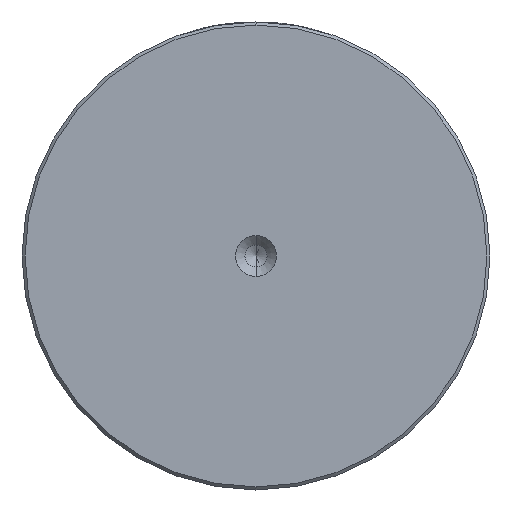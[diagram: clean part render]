
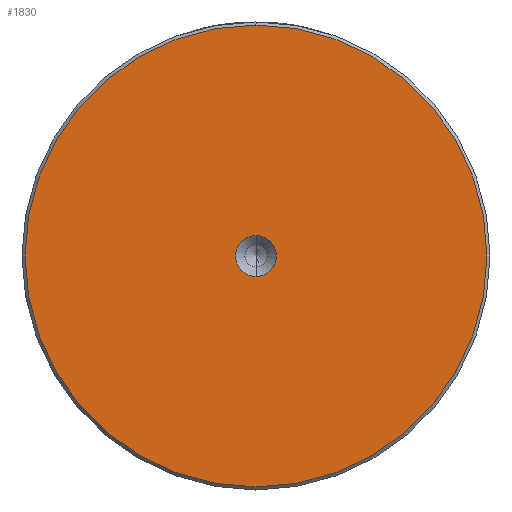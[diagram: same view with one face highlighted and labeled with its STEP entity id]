
A CAD part, left-side view. The second image highlights one B-rep face of the part: STEP entity #1830.
In plain terms, the highlighted planar face has unit normal (-1, 0, 0).
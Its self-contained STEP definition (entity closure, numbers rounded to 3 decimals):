
#77 = CARTESIAN_POINT ( 'NONE',  ( 0., 0., 0. ) ) ;
#148 = CARTESIAN_POINT ( 'NONE',  ( 0., 0., 0. ) ) ;
#295 = DIRECTION ( 'NONE',  ( 0., 0., 1. ) ) ;
#306 = VERTEX_POINT ( 'NONE', #2634 ) ;
#375 = DIRECTION ( 'NONE',  ( 0., 0., 1. ) ) ;
#447 = DIRECTION ( 'NONE',  ( -1., 0., 0. ) ) ;
#460 = EDGE_CURVE ( 'NONE', #306, #2708, #980, .T. ) ;
#501 = CARTESIAN_POINT ( 'NONE',  ( 0., 0., 0. ) ) ;
#508 = ORIENTED_EDGE ( 'NONE', *, *, #2356, .T. ) ;
#603 = AXIS2_PLACEMENT_3D ( 'NONE', #148, #1728, #375 ) ;
#654 = CARTESIAN_POINT ( 'NONE',  ( 0., 0., 37.5 ) ) ;
#655 = VERTEX_POINT ( 'NONE', #2919 ) ;
#670 = EDGE_LOOP ( 'NONE', ( #1828, #1002 ) ) ;
#679 = CARTESIAN_POINT ( 'NONE',  ( 0., 0., 3.3 ) ) ;
#726 = DIRECTION ( 'NONE',  ( 0., 0., 1. ) ) ;
#762 = DIRECTION ( 'NONE',  ( -1., 0., 0. ) ) ;
#823 = EDGE_LOOP ( 'NONE', ( #1632, #508 ) ) ;
#890 = VERTEX_POINT ( 'NONE', #679 ) ;
#980 = CIRCLE ( 'NONE', #2881, 37.5 ) ;
#1002 = ORIENTED_EDGE ( 'NONE', *, *, #1231, .F. ) ;
#1159 = CIRCLE ( 'NONE', #1884, 3.3 ) ;
#1231 = EDGE_CURVE ( 'NONE', #655, #890, #1159, .T. ) ;
#1486 = CIRCLE ( 'NONE', #2664, 37.5 ) ;
#1632 = ORIENTED_EDGE ( 'NONE', *, *, #460, .T. ) ;
#1652 = DIRECTION ( 'NONE',  ( -1., 0., 0. ) ) ;
#1719 = AXIS2_PLACEMENT_3D ( 'NONE', #2107, #762, #2348 ) ;
#1728 = DIRECTION ( 'NONE',  ( -1., 0., 0. ) ) ;
#1805 = CARTESIAN_POINT ( 'NONE',  ( 0., 0., 0. ) ) ;
#1828 = ORIENTED_EDGE ( 'NONE', *, *, #1980, .F. ) ;
#1830 = ADVANCED_FACE ( 'NONE', ( #2688, #2082 ), #2784, .T. ) ;
#1880 = CIRCLE ( 'NONE', #603, 3.3 ) ;
#1884 = AXIS2_PLACEMENT_3D ( 'NONE', #1805, #447, #2028 ) ;
#1980 = EDGE_CURVE ( 'NONE', #890, #655, #1880, .T. ) ;
#2028 = DIRECTION ( 'NONE',  ( 0., 0., 1. ) ) ;
#2069 = DIRECTION ( 'NONE',  ( -1., 0., 0. ) ) ;
#2082 = FACE_BOUND ( 'NONE', #670, .T. ) ;
#2107 = CARTESIAN_POINT ( 'NONE',  ( 0., 0., 0. ) ) ;
#2348 = DIRECTION ( 'NONE',  ( 0., 0., 1. ) ) ;
#2356 = EDGE_CURVE ( 'NONE', #2708, #306, #1486, .T. ) ;
#2634 = CARTESIAN_POINT ( 'NONE',  ( 0., 0., -37.5 ) ) ;
#2664 = AXIS2_PLACEMENT_3D ( 'NONE', #77, #1652, #295 ) ;
#2688 = FACE_OUTER_BOUND ( 'NONE', #823, .T. ) ;
#2708 = VERTEX_POINT ( 'NONE', #654 ) ;
#2784 = PLANE ( 'NONE',  #1719 ) ;
#2881 = AXIS2_PLACEMENT_3D ( 'NONE', #501, #2069, #726 ) ;
#2919 = CARTESIAN_POINT ( 'NONE',  ( 0., 0., -3.3 ) ) ;
